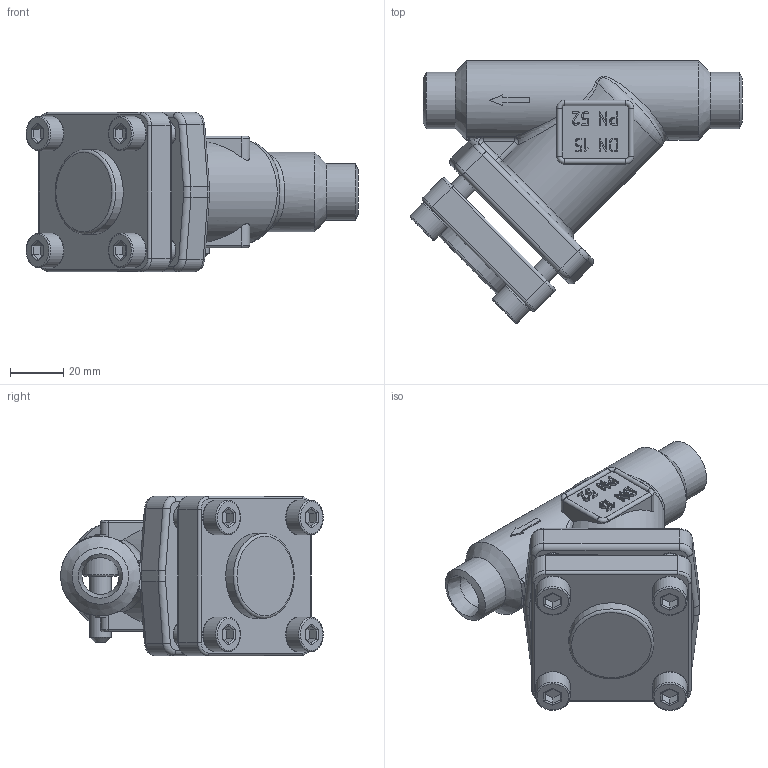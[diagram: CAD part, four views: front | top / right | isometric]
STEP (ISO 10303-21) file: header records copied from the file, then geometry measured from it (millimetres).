
FILE_DESCRIPTION(('TFLEX Exchange Step'),'2;1');
FILE_NAME('148B5015R.stp', '2024-09-04T12:06:45+03:00',('RUCO2978'),('Unknown organisation'),'TFLEX Exchange 2022.1','T-FLEX CAD','Unknown authorisation');
FILE_SCHEMA( ('AP242_MANAGED_MODEL_BASED_3D_ENGINEERING_MIM_LF {1 0 10303 442 1 1 4 }') );
Length unit declared in the file: millimetre
Products named in the file (4): Крышка CHV15-25:9; Крышка CHV15-25:8; Крышка CHV15-25; Клапан CHV 15 D STR
Assembly tree (9 placements, depth 3):
  Клапан CHV 15 D STR
    Крышка CHV15-25
      Крышка CHV15-25:9  x4
      Крышка CHV15-25:8  x4
Bounding box: 124.97 x 98.94 x 60 mm (x, y, z)
Volume: 185629.1 mm3; surface area: 51531.3 mm2
Topology: 12 solids, 13 shells, 548 faces, 1390 edges, 887 vertices
Faces by surface type: plane 242, cylinder 128, bspline 117, torus 38, cone 16, sphere 7
Full cylindrical faces by diameter (mm): 8 x13, 13 x5, 13.9 x1, 21.3 x2, 28 x1, 30 x1, 32 x1
Entity records: 19462 total; most frequent: CARTESIAN_POINT 8363, ORIENTED_EDGE 2390, DIRECTION 1921, EDGE_CURVE 1195, VERTEX_POINT 767, VECTOR 667, LINE 667, AXIS2_PLACEMENT_3D 627
